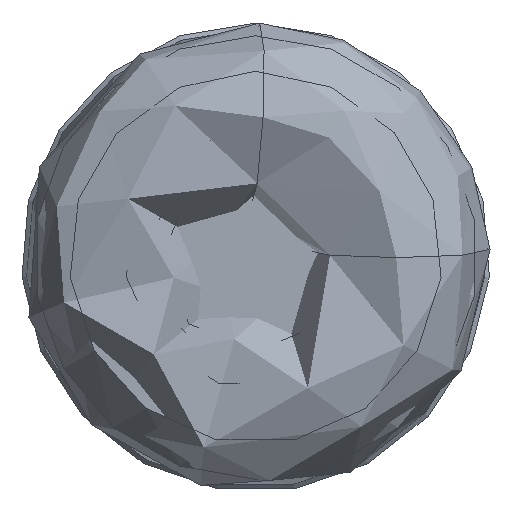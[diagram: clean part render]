
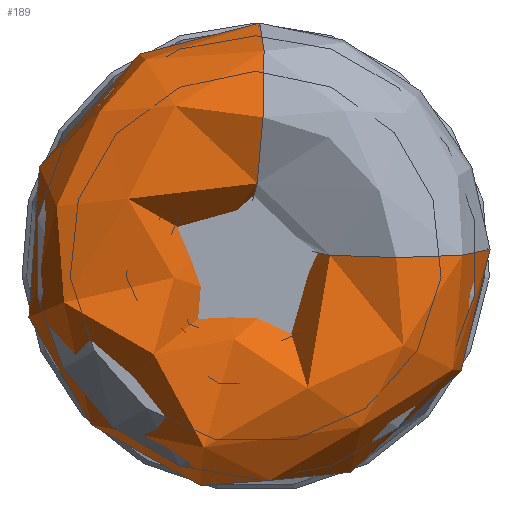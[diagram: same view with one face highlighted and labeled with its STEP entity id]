
A CAD part, left-side view. The second image highlights one B-rep face of the part: STEP entity #189.
In plain terms, the highlighted free-form (B-spline) face has degree [3, 3] with [7, 7] control points.
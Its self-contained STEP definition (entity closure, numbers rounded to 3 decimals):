
#189=ADVANCED_FACE('',(#209,#210),#207,.F.);
#207=(
BOUNDED_SURFACE()
B_SPLINE_SURFACE(3,3,((#461,#462,#463,#464,#465,#466,#467),(#468,#469,#470,
#471,#472,#473,#474),(#475,#476,#477,#478,#479,#480,#481),(#482,#483,#484,
#485,#486,#487,#488),(#489,#490,#491,#492,#493,#494,#495),(#496,#497,#498,
#499,#500,#501,#502),(#503,#504,#505,#506,#507,#508,#509)),
 .UNSPECIFIED.,.T.,.F.,.F.)
B_SPLINE_SURFACE_WITH_KNOTS((1,3,3,3,1),(4,3,4),(-0.5,0.,0.5,1.,1.5),(0.,
0.5,1.),.UNSPECIFIED.)
GEOMETRIC_REPRESENTATION_ITEM()
RATIONAL_B_SPLINE_SURFACE(((1.,0.58,0.58,1.,0.58,
0.58,1.),(0.333,0.193,0.193,
0.333,0.193,0.193,0.333),
(0.333,0.193,0.193,0.333,
0.193,0.193,0.333),(1.,0.58,
0.58,1.,0.58,0.58,1.),(0.333,
0.193,0.193,0.333,0.193,0.193,
0.333),(0.333,0.193,0.193,
0.333,0.193,0.193,0.333),
(1.,0.58,0.58,1.,0.58,0.58,
1.)))
REPRESENTATION_ITEM('')
SURFACE()
);
#209=FACE_BOUND('',#241,.T.);
#210=FACE_BOUND('',#242,.T.);
#241=EDGE_LOOP('',(#275));
#242=EDGE_LOOP('',(#276));
#275=ORIENTED_EDGE('',*,*,#326,.T.);
#276=ORIENTED_EDGE('',*,*,#327,.F.);
#309=VERTEX_POINT('',#458);
#310=VERTEX_POINT('',#460);
#326=EDGE_CURVE('',#309,#309,#343,.T.);
#327=EDGE_CURVE('',#310,#310,#344,.T.);
#343=CIRCLE('',#361,5.);
#344=CIRCLE('',#362,5.);
#361=AXIS2_PLACEMENT_3D('',#457,#393,#394);
#362=AXIS2_PLACEMENT_3D('',#459,#395,#396);
#393=DIRECTION('',(-0.087,0.995,0.052));
#394=DIRECTION('',(0.996,0.087,0.005));
#395=DIRECTION('',(-0.087,0.,0.996));
#396=DIRECTION('',(0.996,0.,0.087));
#457=CARTESIAN_POINT('',(4.981,0.045,7.505));
#458=CARTESIAN_POINT('',(9.962,0.48,7.528));
#459=CARTESIAN_POINT('',(4.981,-7.492,0.436));
#460=CARTESIAN_POINT('',(9.962,-7.492,0.872));
#461=CARTESIAN_POINT('',(9.962,-7.492,0.872));
#462=CARTESIAN_POINT('',(9.962,-8.422,-7.122));
#463=CARTESIAN_POINT('',(9.962,-1.343,-10.947));
#464=CARTESIAN_POINT('',(9.962,4.834,-5.79));
#465=CARTESIAN_POINT('',(9.962,11.011,-0.633));
#466=CARTESIAN_POINT('',(9.962,8.511,7.016));
#467=CARTESIAN_POINT('',(9.962,0.48,7.528));
#468=CARTESIAN_POINT('',(9.962,2.508,0.872));
#469=CARTESIAN_POINT('',(9.962,1.578,3.547));
#470=CARTESIAN_POINT('',(9.962,-1.251,3.675));
#471=CARTESIAN_POINT('',(9.962,-2.419,1.094));
#472=CARTESIAN_POINT('',(9.962,-3.586,-1.486));
#473=CARTESIAN_POINT('',(9.962,-1.622,-3.527));
#474=CARTESIAN_POINT('',(9.962,1.001,-2.459));
#475=CARTESIAN_POINT('',(0.,2.508,0.));
#476=CARTESIAN_POINT('',(0.,2.508,2.675));
#477=CARTESIAN_POINT('',(0.,0.023,3.667));
#478=CARTESIAN_POINT('',(0.,-1.819,1.726));
#479=CARTESIAN_POINT('',(0.,-3.661,-0.214));
#480=CARTESIAN_POINT('',(0.,-2.541,-2.644));
#481=CARTESIAN_POINT('',(0.,0.131,-2.504));
#482=CARTESIAN_POINT('',(0.,-7.492,0.));
#483=CARTESIAN_POINT('',(0.,-7.492,-7.993));
#484=CARTESIAN_POINT('',(0.,-0.068,-10.955));
#485=CARTESIAN_POINT('',(0.,5.434,-5.158));
#486=CARTESIAN_POINT('',(0.,10.937,0.639));
#487=CARTESIAN_POINT('',(0.,7.592,7.899));
#488=CARTESIAN_POINT('',(0.,-0.391,7.482));
#489=CARTESIAN_POINT('',(0.,-17.492,0.));
#490=CARTESIAN_POINT('',(0.,-17.492,-18.661));
#491=CARTESIAN_POINT('',(0.,-0.16,-25.577));
#492=CARTESIAN_POINT('',(0.,12.687,-12.042));
#493=CARTESIAN_POINT('',(0.,25.534,1.493));
#494=CARTESIAN_POINT('',(0.,17.724,18.441));
#495=CARTESIAN_POINT('',(0.,-0.912,17.469));
#496=CARTESIAN_POINT('',(9.962,-17.492,0.872));
#497=CARTESIAN_POINT('',(9.962,-18.422,-17.79));
#498=CARTESIAN_POINT('',(9.962,-1.434,-25.569));
#499=CARTESIAN_POINT('',(9.962,12.087,-12.674));
#500=CARTESIAN_POINT('',(9.962,25.609,0.221));
#501=CARTESIAN_POINT('',(9.962,18.643,17.558));
#502=CARTESIAN_POINT('',(9.962,-0.041,17.514));
#503=CARTESIAN_POINT('',(9.962,-7.492,0.872));
#504=CARTESIAN_POINT('',(9.962,-8.422,-7.122));
#505=CARTESIAN_POINT('',(9.962,-1.343,-10.947));
#506=CARTESIAN_POINT('',(9.962,4.834,-5.79));
#507=CARTESIAN_POINT('',(9.962,11.011,-0.633));
#508=CARTESIAN_POINT('',(9.962,8.511,7.016));
#509=CARTESIAN_POINT('',(9.962,0.48,7.528));
